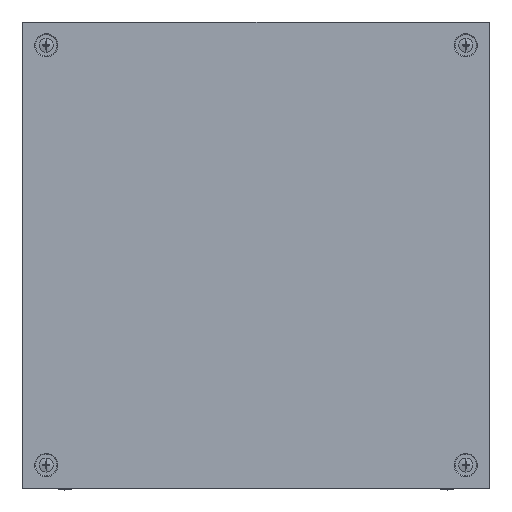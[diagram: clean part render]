
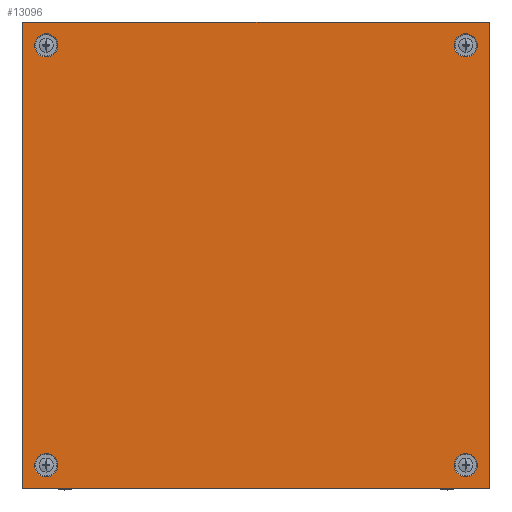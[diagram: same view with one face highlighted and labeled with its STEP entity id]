
A CAD part, top view. The second image highlights one B-rep face of the part: STEP entity #13096.
In plain terms, the highlighted planar face has unit normal (0, 0, 1).
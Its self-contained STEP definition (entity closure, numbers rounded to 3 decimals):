
#357 = CARTESIAN_POINT ( 'NONE',  ( 22.5, 285., 0. ) ) ;
#406 = CARTESIAN_POINT ( 'NONE',  ( 15., 285., 0. ) ) ;
#778 = CARTESIAN_POINT ( 'NONE',  ( 300., 0., 0. ) ) ;
#1019 = DIRECTION ( 'NONE',  ( 0., 0., 1. ) ) ;
#1046 = CARTESIAN_POINT ( 'NONE',  ( 0., 0., 0. ) ) ;
#1434 = AXIS2_PLACEMENT_3D ( 'NONE', #19613, #5657, #2117 ) ;
#1463 = EDGE_CURVE ( 'NONE', #11665, #12884, #6858, .T. ) ;
#1679 = VECTOR ( 'NONE', #18350, 1000. ) ;
#1742 = VERTEX_POINT ( 'NONE', #17879 ) ;
#1798 = DIRECTION ( 'NONE',  ( 0., 0., 1. ) ) ;
#1876 = DIRECTION ( 'NONE',  ( 0., 0., 1. ) ) ;
#2117 = DIRECTION ( 'NONE',  ( 1., 0., 0. ) ) ;
#2200 = ORIENTED_EDGE ( 'NONE', *, *, #1463, .F. ) ;
#2263 = VERTEX_POINT ( 'NONE', #10461 ) ;
#2640 = EDGE_LOOP ( 'NONE', ( #4849, #2200 ) ) ;
#2723 = CARTESIAN_POINT ( 'NONE',  ( 285., 15., 0. ) ) ;
#2867 = VERTEX_POINT ( 'NONE', #18846 ) ;
#3033 = DIRECTION ( 'NONE',  ( 1., 0., 0. ) ) ;
#3334 = DIRECTION ( 'NONE',  ( -1., 0., 0. ) ) ;
#3442 = DIRECTION ( 'NONE',  ( 0., 1., 0. ) ) ;
#3524 = EDGE_CURVE ( 'NONE', #8021, #2867, #19619, .T. ) ;
#4399 = EDGE_CURVE ( 'NONE', #2263, #14702, #13463, .T. ) ;
#4849 = ORIENTED_EDGE ( 'NONE', *, *, #14174, .F. ) ;
#4902 = CARTESIAN_POINT ( 'NONE',  ( 15., 15., 0. ) ) ;
#5147 = EDGE_CURVE ( 'NONE', #18520, #19652, #20942, .T. ) ;
#5410 = EDGE_CURVE ( 'NONE', #1742, #12494, #15274, .T. ) ;
#5451 = CIRCLE ( 'NONE', #1434, 7.5 ) ;
#5534 = DIRECTION ( 'NONE',  ( 1., 0., 0. ) ) ;
#5570 = EDGE_CURVE ( 'NONE', #14702, #2263, #12925, .T. ) ;
#5657 = DIRECTION ( 'NONE',  ( 0., 0., 1. ) ) ;
#5843 = CARTESIAN_POINT ( 'NONE',  ( 15., 15., 0. ) ) ;
#6131 = AXIS2_PLACEMENT_3D ( 'NONE', #17275, #1798, #8722 ) ;
#6547 = LINE ( 'NONE', #16792, #17200 ) ;
#6569 = CARTESIAN_POINT ( 'NONE',  ( 277.5, 15., 0. ) ) ;
#6609 = CARTESIAN_POINT ( 'NONE',  ( 15., 285., 0. ) ) ;
#6748 = VERTEX_POINT ( 'NONE', #357 ) ;
#6858 = CIRCLE ( 'NONE', #6131, 7.5 ) ;
#7122 = DIRECTION ( 'NONE',  ( 1., 0., 0. ) ) ;
#7188 = FACE_OUTER_BOUND ( 'NONE', #12096, .T. ) ;
#7408 = CARTESIAN_POINT ( 'NONE',  ( 0., 0., 0. ) ) ;
#7444 = ORIENTED_EDGE ( 'NONE', *, *, #21403, .F. ) ;
#8021 = VERTEX_POINT ( 'NONE', #11659 ) ;
#8391 = EDGE_LOOP ( 'NONE', ( #7444, #15357 ) ) ;
#8722 = DIRECTION ( 'NONE',  ( 1., 0., 0. ) ) ;
#9847 = CARTESIAN_POINT ( 'NONE',  ( 300., 300., 0. ) ) ;
#10461 = CARTESIAN_POINT ( 'NONE',  ( 22.5, 15., 0. ) ) ;
#10857 = FACE_BOUND ( 'NONE', #8391, .T. ) ;
#11659 = CARTESIAN_POINT ( 'NONE',  ( 277.5, 285., 0. ) ) ;
#11665 = VERTEX_POINT ( 'NONE', #6569 ) ;
#12096 = EDGE_LOOP ( 'NONE', ( #14182, #19007, #13067, #12219 ) ) ;
#12219 = ORIENTED_EDGE ( 'NONE', *, *, #14634, .T. ) ;
#12494 = VERTEX_POINT ( 'NONE', #1046 ) ;
#12884 = VERTEX_POINT ( 'NONE', #19042 ) ;
#12907 = DIRECTION ( 'NONE',  ( 1., 0., 0. ) ) ;
#12925 = CIRCLE ( 'NONE', #20500, 7.5 ) ;
#13067 = ORIENTED_EDGE ( 'NONE', *, *, #5410, .T. ) ;
#13096 = ADVANCED_FACE ( 'NONE', ( #21248, #10857, #16080, #19443, #7188 ), #19216, .F. ) ;
#13174 = CIRCLE ( 'NONE', #17537, 7.5 ) ;
#13324 = EDGE_CURVE ( 'NONE', #14117, #6748, #18494, .T. ) ;
#13463 = CIRCLE ( 'NONE', #21044, 7.5 ) ;
#13514 = CARTESIAN_POINT ( 'NONE',  ( 0., 0., 0. ) ) ;
#13668 = DIRECTION ( 'NONE',  ( 1., 0., 0. ) ) ;
#13746 = EDGE_LOOP ( 'NONE', ( #21702, #20143 ) ) ;
#14117 = VERTEX_POINT ( 'NONE', #16832 ) ;
#14141 = DIRECTION ( 'NONE',  ( 0., 0., -1. ) ) ;
#14174 = EDGE_CURVE ( 'NONE', #12884, #11665, #17862, .T. ) ;
#14182 = ORIENTED_EDGE ( 'NONE', *, *, #5147, .T. ) ;
#14423 = CARTESIAN_POINT ( 'NONE',  ( 285., 285., 0. ) ) ;
#14566 = DIRECTION ( 'NONE',  ( 0., 0., 1. ) ) ;
#14634 = EDGE_CURVE ( 'NONE', #12494, #18520, #16907, .T. ) ;
#14684 = EDGE_LOOP ( 'NONE', ( #15034, #19676 ) ) ;
#14702 = VERTEX_POINT ( 'NONE', #22071 ) ;
#14912 = VECTOR ( 'NONE', #3033, 1000. ) ;
#15004 = DIRECTION ( 'NONE',  ( 1., 0., 0. ) ) ;
#15034 = ORIENTED_EDGE ( 'NONE', *, *, #15842, .F. ) ;
#15274 = LINE ( 'NONE', #20366, #1679 ) ;
#15357 = ORIENTED_EDGE ( 'NONE', *, *, #3524, .F. ) ;
#15633 = CARTESIAN_POINT ( 'NONE',  ( 300., 0., 0. ) ) ;
#15647 = AXIS2_PLACEMENT_3D ( 'NONE', #14423, #21188, #5534 ) ;
#15842 = EDGE_CURVE ( 'NONE', #6748, #14117, #13174, .T. ) ;
#16080 = FACE_BOUND ( 'NONE', #14684, .T. ) ;
#16691 = AXIS2_PLACEMENT_3D ( 'NONE', #7408, #14141, #17654 ) ;
#16792 = CARTESIAN_POINT ( 'NONE',  ( 0., 300., 0. ) ) ;
#16832 = CARTESIAN_POINT ( 'NONE',  ( 7.5, 285., 0. ) ) ;
#16905 = EDGE_CURVE ( 'NONE', #19652, #1742, #6547, .T. ) ;
#16907 = LINE ( 'NONE', #13514, #14912 ) ;
#17200 = VECTOR ( 'NONE', #3334, 1000. ) ;
#17275 = CARTESIAN_POINT ( 'NONE',  ( 285., 15., 0. ) ) ;
#17537 = AXIS2_PLACEMENT_3D ( 'NONE', #406, #1876, #7122 ) ;
#17654 = DIRECTION ( 'NONE',  ( -1., 0., 0. ) ) ;
#17862 = CIRCLE ( 'NONE', #18579, 7.5 ) ;
#17879 = CARTESIAN_POINT ( 'NONE',  ( 0., 300., 0. ) ) ;
#18129 = DIRECTION ( 'NONE',  ( 0., 0., 1. ) ) ;
#18350 = DIRECTION ( 'NONE',  ( 0., -1., 0. ) ) ;
#18494 = CIRCLE ( 'NONE', #19923, 7.5 ) ;
#18520 = VERTEX_POINT ( 'NONE', #778 ) ;
#18579 = AXIS2_PLACEMENT_3D ( 'NONE', #2723, #14566, #15004 ) ;
#18647 = DIRECTION ( 'NONE',  ( 1., 0., 0. ) ) ;
#18773 = DIRECTION ( 'NONE',  ( 0., 0., 1. ) ) ;
#18846 = CARTESIAN_POINT ( 'NONE',  ( 292.5, 285., 0. ) ) ;
#19007 = ORIENTED_EDGE ( 'NONE', *, *, #16905, .T. ) ;
#19042 = CARTESIAN_POINT ( 'NONE',  ( 292.5, 15., 0. ) ) ;
#19216 = PLANE ( 'NONE',  #16691 ) ;
#19443 = FACE_BOUND ( 'NONE', #13746, .T. ) ;
#19613 = CARTESIAN_POINT ( 'NONE',  ( 285., 285., 0. ) ) ;
#19619 = CIRCLE ( 'NONE', #15647, 7.5 ) ;
#19652 = VERTEX_POINT ( 'NONE', #9847 ) ;
#19676 = ORIENTED_EDGE ( 'NONE', *, *, #13324, .F. ) ;
#19923 = AXIS2_PLACEMENT_3D ( 'NONE', #6609, #18773, #13668 ) ;
#20143 = ORIENTED_EDGE ( 'NONE', *, *, #5570, .F. ) ;
#20366 = CARTESIAN_POINT ( 'NONE',  ( 0., 0., 0. ) ) ;
#20500 = AXIS2_PLACEMENT_3D ( 'NONE', #4902, #1019, #18647 ) ;
#20779 = VECTOR ( 'NONE', #3442, 1000. ) ;
#20942 = LINE ( 'NONE', #15633, #20779 ) ;
#21044 = AXIS2_PLACEMENT_3D ( 'NONE', #5843, #18129, #12907 ) ;
#21188 = DIRECTION ( 'NONE',  ( 0., 0., 1. ) ) ;
#21248 = FACE_BOUND ( 'NONE', #2640, .T. ) ;
#21403 = EDGE_CURVE ( 'NONE', #2867, #8021, #5451, .T. ) ;
#21702 = ORIENTED_EDGE ( 'NONE', *, *, #4399, .F. ) ;
#22071 = CARTESIAN_POINT ( 'NONE',  ( 7.5, 15., 0. ) ) ;
